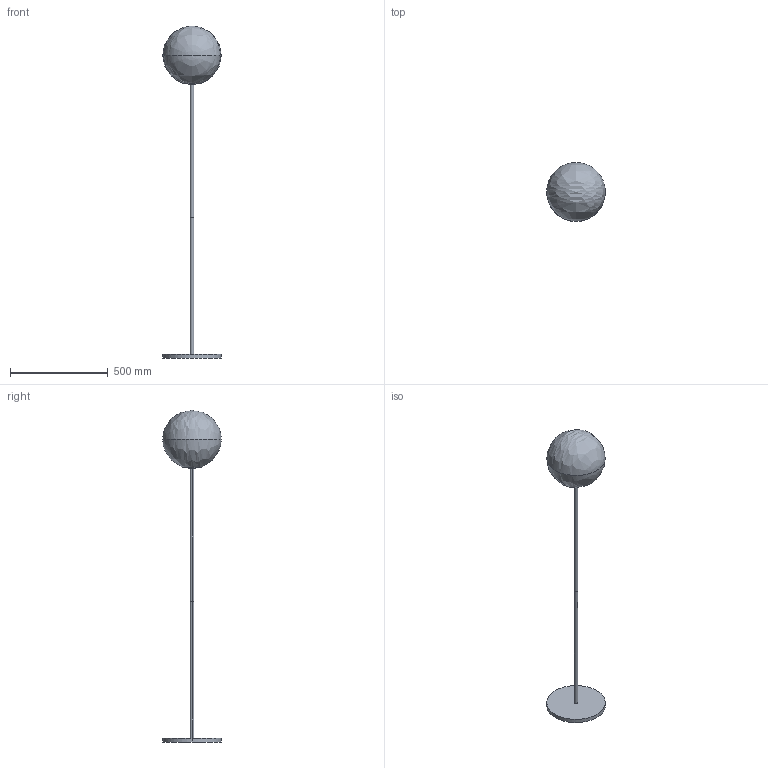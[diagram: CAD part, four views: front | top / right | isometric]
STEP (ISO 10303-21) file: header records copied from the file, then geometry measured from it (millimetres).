
FILE_DESCRIPTION(/* description */ (''),/* implementation_level */ '2;1');
FILE_NAME(/* name */ '1744.198_JUGEN',/* time_stamp */ '2023-01-18T18:07:10+01:00',/* author */ (''),/* organization */ (''),/* preprocessor_version */ 'ST-DEVELOPER v16.5',/* originating_system */ 'Rhino 7.15',/* authorisation */ '');
FILE_SCHEMA (('CONFIG_CONTROL_DESIGN'));
Length unit declared in the file: millimetre
Products named in the file (1): Document
Bounding box: 300 x 300 x 1700 mm (x, y, z)
Volume: 1606443.9 mm3; surface area: 527207.2 mm2
Topology: 2 solids, 5 shells, 14 faces, 30 edges, 23 vertices
Faces by surface type: cylinder 6, plane 5, bspline 3
Entity records: 568 total; most frequent: CARTESIAN_POINT 297, ORIENTED_EDGE 40, EDGE_CURVE 22, DIRECTION 19, VERTEX_POINT 16, EDGE_LOOP 15, AXIS2_PLACEMENT_3D 15, ADVANCED_FACE 14
